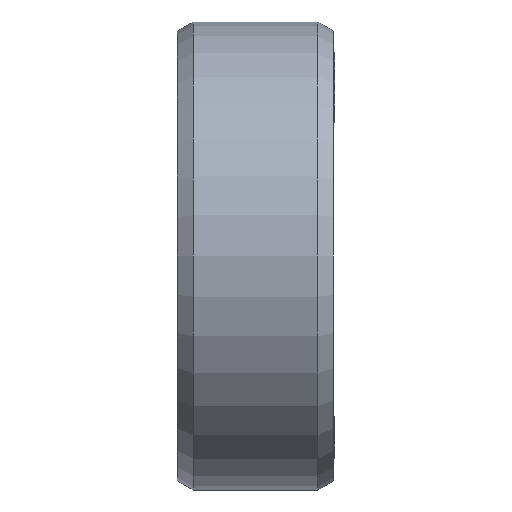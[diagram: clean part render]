
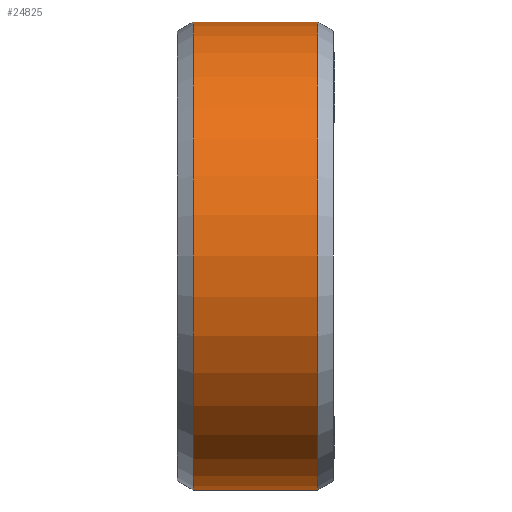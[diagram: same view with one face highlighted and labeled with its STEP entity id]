
A CAD part, left-side view. The second image highlights one B-rep face of the part: STEP entity #24825.
In plain terms, the highlighted cylindrical face has radius 15 mm (diameter 30 mm), a partial arc.
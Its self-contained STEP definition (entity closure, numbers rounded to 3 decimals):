
#24135=DIRECTION('',(0.,1.,0.));
#24136=VECTOR('',#24135,8.);
#24137=CARTESIAN_POINT('',(0.,-4.,-15.));
#24138=LINE('',#24137,#24136);
#24142=DIRECTION('',(0.,1.,0.));
#24143=VECTOR('',#24142,8.);
#24144=CARTESIAN_POINT('',(0.,-4.,15.));
#24145=LINE('',#24144,#24143);
#24149=CARTESIAN_POINT('',(0.,-4.,0.));
#24150=DIRECTION('',(0.,1.,0.));
#24151=DIRECTION('',(0.,0.,-1.));
#24152=AXIS2_PLACEMENT_3D('',#24149,#24150,#24151);
#24187=CARTESIAN_POINT('',(0.,4.,0.));
#24188=DIRECTION('',(0.,1.,0.));
#24189=DIRECTION('',(0.,0.,-1.));
#24190=AXIS2_PLACEMENT_3D('',#24187,#24188,#24189);
#24220=CARTESIAN_POINT('',(0.,-4.,-15.));
#24222=VERTEX_POINT('',#24220);
#24223=CARTESIAN_POINT('',(0.,4.,-15.));
#24224=VERTEX_POINT('',#24223);
#24252=CARTESIAN_POINT('',(0.,-4.,15.));
#24254=VERTEX_POINT('',#24252);
#24255=CARTESIAN_POINT('',(0.,4.,15.));
#24256=VERTEX_POINT('',#24255);
#24811=CARTESIAN_POINT('',(0.,15.589,0.));
#24812=DIRECTION('',(0.,-1.,0.));
#24813=DIRECTION('',(0.,0.,1.));
#24814=AXIS2_PLACEMENT_3D('',#24811,#24812,#24813);
#24815=CYLINDRICAL_SURFACE('',#24814,15.);
#24817=ORIENTED_EDGE('',*,*,#24816,.T.);
#24819=ORIENTED_EDGE('',*,*,#24818,.T.);
#24821=ORIENTED_EDGE('',*,*,#24820,.F.);
#24822=ORIENTED_EDGE('',*,*,#24797,.F.);
#24823=EDGE_LOOP('',(#24817,#24819,#24821,#24822));
#24824=FACE_OUTER_BOUND('',#24823,.F.);
#24153=CIRCLE('',#24152,15.);
#24191=CIRCLE('',#24190,15.);
#24797=EDGE_CURVE('',#24222,#24254,#24153,.T.);
#24816=EDGE_CURVE('',#24222,#24224,#24138,.T.);
#24818=EDGE_CURVE('',#24224,#24256,#24191,.T.);
#24820=EDGE_CURVE('',#24254,#24256,#24145,.T.);
#24825=ADVANCED_FACE('',(#24824),#24815,.T.);
